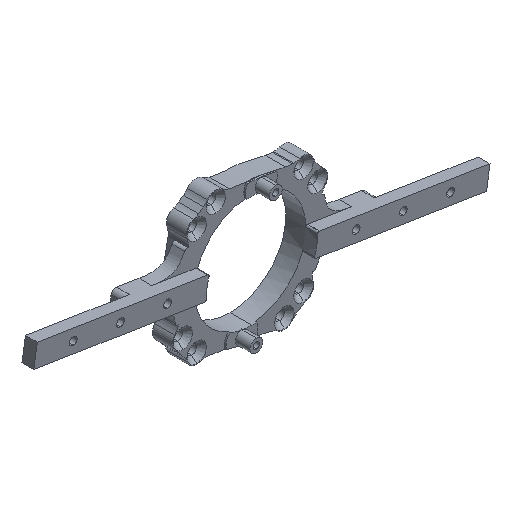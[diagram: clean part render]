
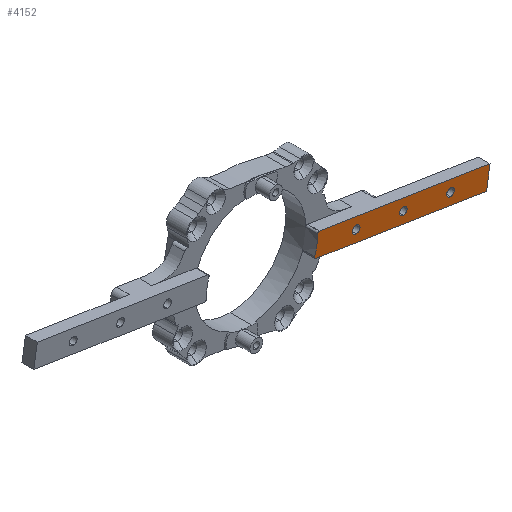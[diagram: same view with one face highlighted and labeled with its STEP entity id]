
A CAD part, isometric view. The second image highlights one B-rep face of the part: STEP entity #4152.
In plain terms, the highlighted planar face has unit normal (0, -1, 0).
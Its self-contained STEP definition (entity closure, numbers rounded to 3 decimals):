
#27 = DIRECTION ( 'NONE',  ( 0., -1., 0. ) ) ;
#33 = VERTEX_POINT ( 'NONE', #4002 ) ;
#48 = LINE ( 'NONE', #2726, #1195 ) ;
#54 = ORIENTED_EDGE ( 'NONE', *, *, #2299, .T. ) ;
#68 = ORIENTED_EDGE ( 'NONE', *, *, #1916, .F. ) ;
#89 = DIRECTION ( 'NONE',  ( 0., -1., 0. ) ) ;
#145 = VERTEX_POINT ( 'NONE', #1436 ) ;
#164 = VERTEX_POINT ( 'NONE', #2644 ) ;
#167 = DIRECTION ( 'NONE',  ( -0.157, 0., -0.988 ) ) ;
#198 = DIRECTION ( 'NONE',  ( 0., 0., -1. ) ) ;
#223 = AXIS2_PLACEMENT_3D ( 'NONE', #1215, #2784, #4268 ) ;
#237 = CIRCLE ( 'NONE', #4432, 1.2 ) ;
#238 = CARTESIAN_POINT ( 'NONE',  ( 59.258, -8., -9.409 ) ) ;
#300 = EDGE_CURVE ( 'NONE', #3626, #4311, #48, .T. ) ;
#347 = LINE ( 'NONE', #1874, #4575 ) ;
#427 = AXIS2_PLACEMENT_3D ( 'NONE', #3128, #4681, #4656 ) ;
#474 = DIRECTION ( 'NONE',  ( 0., -1., 0. ) ) ;
#663 = EDGE_CURVE ( 'NONE', #4350, #3711, #4410, .T. ) ;
#713 = ORIENTED_EDGE ( 'NONE', *, *, #4258, .T. ) ;
#721 = EDGE_LOOP ( 'NONE', ( #3129, #68 ) ) ;
#826 = CIRCLE ( 'NONE', #1637, 1.2 ) ;
#845 = DIRECTION ( 'NONE',  ( 0., 0., -1. ) ) ;
#880 = EDGE_CURVE ( 'NONE', #164, #1343, #3265, .T. ) ;
#924 = ORIENTED_EDGE ( 'NONE', *, *, #3489, .F. ) ;
#1077 = DIRECTION ( 'NONE',  ( 0., -1., 0. ) ) ;
#1082 = CARTESIAN_POINT ( 'NONE',  ( 70.561, -8., -14.746 ) ) ;
#1195 = VECTOR ( 'NONE', #3501, 1000. ) ;
#1215 = CARTESIAN_POINT ( 'NONE',  ( 0., -8., 0. ) ) ;
#1320 = FACE_BOUND ( 'NONE', #4647, .T. ) ;
#1343 = VERTEX_POINT ( 'NONE', #2408 ) ;
#1344 = VERTEX_POINT ( 'NONE', #2493 ) ;
#1424 = VECTOR ( 'NONE', #3822, 1000. ) ;
#1436 = CARTESIAN_POINT ( 'NONE',  ( 17.999, -8., 0.678 ) ) ;
#1451 = CARTESIAN_POINT ( 'NONE',  ( 29.629, -8., -3.505 ) ) ;
#1467 = ORIENTED_EDGE ( 'NONE', *, *, #3083, .T. ) ;
#1637 = AXIS2_PLACEMENT_3D ( 'NONE', #2535, #2605, #198 ) ;
#1652 = DIRECTION ( 'NONE',  ( 0., 0., -1. ) ) ;
#1709 = AXIS2_PLACEMENT_3D ( 'NONE', #4277, #3500, #2643 ) ;
#1737 = ORIENTED_EDGE ( 'NONE', *, *, #2829, .F. ) ;
#1753 = CIRCLE ( 'NONE', #1836, 0.5 ) ;
#1757 = ORIENTED_EDGE ( 'NONE', *, *, #663, .F. ) ;
#1760 = CARTESIAN_POINT ( 'NONE',  ( 71.658, -8., -7.837 ) ) ;
#1779 = DIRECTION ( 'NONE',  ( 0., 0., -1. ) ) ;
#1782 = EDGE_CURVE ( 'NONE', #1343, #3794, #4186, .T. ) ;
#1836 = AXIS2_PLACEMENT_3D ( 'NONE', #2939, #1077, #1847 ) ;
#1847 = DIRECTION ( 'NONE',  ( 0., 0., -1. ) ) ;
#1874 = CARTESIAN_POINT ( 'NONE',  ( 17.229, -8., -6.278 ) ) ;
#1916 = EDGE_CURVE ( 'NONE', #3614, #33, #2532, .T. ) ;
#2087 = CIRCLE ( 'NONE', #427, 1.2 ) ;
#2147 = CARTESIAN_POINT ( 'NONE',  ( 44.443, -8., -8.257 ) ) ;
#2294 = VERTEX_POINT ( 'NONE', #2147 ) ;
#2299 = EDGE_CURVE ( 'NONE', #3794, #3626, #347, .T. ) ;
#2314 = EDGE_LOOP ( 'NONE', ( #4799, #54, #2512, #4445, #713, #1467, #2808 ) ) ;
#2408 = CARTESIAN_POINT ( 'NONE',  ( 16.585, -8., -5.585 ) ) ;
#2485 = DIRECTION ( 'NONE',  ( 0., 0., -1. ) ) ;
#2493 = CARTESIAN_POINT ( 'NONE',  ( 18.078, -8., 0.671 ) ) ;
#2512 = ORIENTED_EDGE ( 'NONE', *, *, #300, .T. ) ;
#2532 = CIRCLE ( 'NONE', #4104, 1.2 ) ;
#2535 = CARTESIAN_POINT ( 'NONE',  ( 44.443, -8., -7.057 ) ) ;
#2605 = DIRECTION ( 'NONE',  ( 0., -1., 0. ) ) ;
#2613 = DIRECTION ( 'NONE',  ( 0., -1., 0. ) ) ;
#2643 = DIRECTION ( 'NONE',  ( 0., 0., -1. ) ) ;
#2644 = CARTESIAN_POINT ( 'NONE',  ( 17.499, -8., 0.173 ) ) ;
#2665 = CARTESIAN_POINT ( 'NONE',  ( 59.258, -8., -9.409 ) ) ;
#2726 = CARTESIAN_POINT ( 'NONE',  ( 70.561, -8., -14.746 ) ) ;
#2784 = DIRECTION ( 'NONE',  ( 0., 1., 0. ) ) ;
#2808 = ORIENTED_EDGE ( 'NONE', *, *, #880, .T. ) ;
#2828 = CARTESIAN_POINT ( 'NONE',  ( 16.98, -8., -6.238 ) ) ;
#2829 = EDGE_CURVE ( 'NONE', #3711, #4350, #2087, .T. ) ;
#2846 = AXIS2_PLACEMENT_3D ( 'NONE', #4144, #2613, #4170 ) ;
#2939 = CARTESIAN_POINT ( 'NONE',  ( 17.999, -8., 0.178 ) ) ;
#3014 = CARTESIAN_POINT ( 'NONE',  ( 29.629, -8., -5.905 ) ) ;
#3083 = EDGE_CURVE ( 'NONE', #145, #164, #1753, .T. ) ;
#3095 = CIRCLE ( 'NONE', #4331, 0.5 ) ;
#3123 = CARTESIAN_POINT ( 'NONE',  ( 44.443, -8., -5.857 ) ) ;
#3127 = FACE_BOUND ( 'NONE', #721, .T. ) ;
#3128 = CARTESIAN_POINT ( 'NONE',  ( 29.629, -8., -4.705 ) ) ;
#3129 = ORIENTED_EDGE ( 'NONE', *, *, #4748, .F. ) ;
#3265 = CIRCLE ( 'NONE', #223, 17.5 ) ;
#3286 = ORIENTED_EDGE ( 'NONE', *, *, #4985, .F. ) ;
#3372 = EDGE_CURVE ( 'NONE', #4311, #1344, #3407, .T. ) ;
#3407 = LINE ( 'NONE', #4988, #1424 ) ;
#3489 = EDGE_CURVE ( 'NONE', #2294, #4498, #826, .T. ) ;
#3500 = DIRECTION ( 'NONE',  ( 0., -1., 0. ) ) ;
#3501 = DIRECTION ( 'NONE',  ( 0.157, 0., 0.988 ) ) ;
#3530 = DIRECTION ( 'NONE',  ( 0.988, 0., -0.157 ) ) ;
#3538 = AXIS2_PLACEMENT_3D ( 'NONE', #4767, #27, #845 ) ;
#3614 = VERTEX_POINT ( 'NONE', #4727 ) ;
#3626 = VERTEX_POINT ( 'NONE', #1082 ) ;
#3653 = CARTESIAN_POINT ( 'NONE',  ( 71.627, -8., -8.032 ) ) ;
#3709 = PLANE ( 'NONE',  #4908 ) ;
#3711 = VERTEX_POINT ( 'NONE', #3014 ) ;
#3784 = CIRCLE ( 'NONE', #3538, 1.2 ) ;
#3794 = VERTEX_POINT ( 'NONE', #2828 ) ;
#3822 = DIRECTION ( 'NONE',  ( -0.988, 0., 0.157 ) ) ;
#3981 = FACE_OUTER_BOUND ( 'NONE', #2314, .T. ) ;
#4002 = CARTESIAN_POINT ( 'NONE',  ( 59.258, -8., -10.609 ) ) ;
#4005 = CARTESIAN_POINT ( 'NONE',  ( 17.999, -8., 0.178 ) ) ;
#4104 = AXIS2_PLACEMENT_3D ( 'NONE', #2665, #4248, #2485 ) ;
#4144 = CARTESIAN_POINT ( 'NONE',  ( 29.629, -8., -4.705 ) ) ;
#4152 = ADVANCED_FACE ( 'NONE', ( #3127, #4700, #1320, #3981 ), #3709, .T. ) ;
#4170 = DIRECTION ( 'NONE',  ( 0., 0., -1. ) ) ;
#4186 = CIRCLE ( 'NONE', #1709, 0.5 ) ;
#4232 = EDGE_LOOP ( 'NONE', ( #924, #3286 ) ) ;
#4248 = DIRECTION ( 'NONE',  ( 0., -1., 0. ) ) ;
#4258 = EDGE_CURVE ( 'NONE', #1344, #145, #3095, .T. ) ;
#4268 = DIRECTION ( 'NONE',  ( 0., 0., -1. ) ) ;
#4277 = CARTESIAN_POINT ( 'NONE',  ( 17.059, -8., -5.744 ) ) ;
#4311 = VERTEX_POINT ( 'NONE', #1760 ) ;
#4331 = AXIS2_PLACEMENT_3D ( 'NONE', #4005, #89, #1652 ) ;
#4350 = VERTEX_POINT ( 'NONE', #1451 ) ;
#4410 = CIRCLE ( 'NONE', #2846, 1.2 ) ;
#4432 = AXIS2_PLACEMENT_3D ( 'NONE', #238, #4520, #1779 ) ;
#4445 = ORIENTED_EDGE ( 'NONE', *, *, #3372, .T. ) ;
#4498 = VERTEX_POINT ( 'NONE', #3123 ) ;
#4520 = DIRECTION ( 'NONE',  ( 0., -1., 0. ) ) ;
#4575 = VECTOR ( 'NONE', #3530, 1000. ) ;
#4647 = EDGE_LOOP ( 'NONE', ( #1737, #1757 ) ) ;
#4656 = DIRECTION ( 'NONE',  ( 0., 0., -1. ) ) ;
#4681 = DIRECTION ( 'NONE',  ( 0., -1., 0. ) ) ;
#4700 = FACE_BOUND ( 'NONE', #4232, .T. ) ;
#4727 = CARTESIAN_POINT ( 'NONE',  ( 59.258, -8., -8.209 ) ) ;
#4748 = EDGE_CURVE ( 'NONE', #33, #3614, #237, .T. ) ;
#4767 = CARTESIAN_POINT ( 'NONE',  ( 44.443, -8., -7.057 ) ) ;
#4799 = ORIENTED_EDGE ( 'NONE', *, *, #1782, .T. ) ;
#4908 = AXIS2_PLACEMENT_3D ( 'NONE', #3653, #474, #167 ) ;
#4985 = EDGE_CURVE ( 'NONE', #4498, #2294, #3784, .T. ) ;
#4988 = CARTESIAN_POINT ( 'NONE',  ( 18.326, -8., 0.632 ) ) ;
